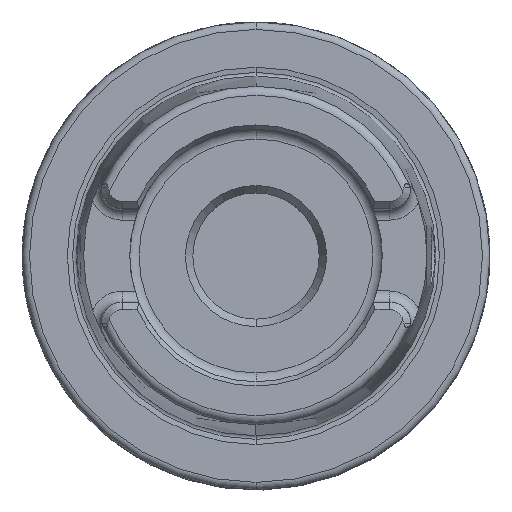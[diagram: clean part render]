
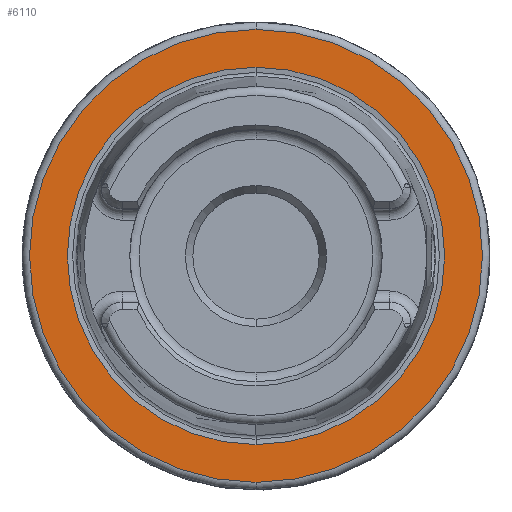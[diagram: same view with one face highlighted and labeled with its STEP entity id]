
A CAD part, top view. The second image highlights one B-rep face of the part: STEP entity #6110.
In plain terms, the highlighted planar face has unit normal (0, 0, 1).
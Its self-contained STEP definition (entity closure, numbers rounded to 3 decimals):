
#1729=CARTESIAN_POINT('',(0,0,26));
#1730=DIRECTION('',(0,0,1));
#1731=DIRECTION('',(0,1,0));
#1732=AXIS2_PLACEMENT_3D('',#1729,#1730,#1731);
#1734=CARTESIAN_POINT('',(0,0,26));
#1735=DIRECTION('',(0,0,1));
#1736=DIRECTION('',(0,-1,0));
#1737=AXIS2_PLACEMENT_3D('',#1734,#1735,#1736);
#1747=CARTESIAN_POINT('',(0,0,26));
#1748=DIRECTION('',(0,0,1));
#1749=DIRECTION('',(0,1,0));
#1750=AXIS2_PLACEMENT_3D('',#1747,#1748,#1749);
#1752=CARTESIAN_POINT('',(0,0,26));
#1753=DIRECTION('',(0,0,-1));
#1754=DIRECTION('',(0,1,0));
#1755=AXIS2_PLACEMENT_3D('',#1752,#1753,#1754);
#3780=CARTESIAN_POINT('',(0,25.409,26));
#3782=VERTEX_POINT('',#3780);
#3816=CARTESIAN_POINT('',(0,-25.409,26));
#3818=VERTEX_POINT('',#3816);
#3882=CARTESIAN_POINT('',(0,30.5,26));
#3883=CARTESIAN_POINT('',(0,-30.5,26));
#3884=VERTEX_POINT('',#3882);
#3885=VERTEX_POINT('',#3883);
#6094=CARTESIAN_POINT('',(0,0,26));
#6095=DIRECTION('',(0,0,-1));
#6096=DIRECTION('',(0,-1,0));
#6097=AXIS2_PLACEMENT_3D('',#6094,#6095,#6096);
#6098=PLANE('',#6097);
#6100=ORIENTED_EDGE('',*,*,#6099,.F.);
#6101=ORIENTED_EDGE('',*,*,#6084,.F.);
#6102=EDGE_LOOP('',(#6100,#6101));
#6103=FACE_OUTER_BOUND('',#6102,.F.);
#6105=ORIENTED_EDGE('',*,*,#6104,.T.);
#6107=ORIENTED_EDGE('',*,*,#6106,.F.);
#6108=EDGE_LOOP('',(#6105,#6107));
#6109=FACE_BOUND('',#6108,.F.);
#6110=ADVANCED_FACE('',(#6103,#6109),#6098,.F.);
#1733=CIRCLE('',#1732,30.5);
#1738=CIRCLE('',#1737,30.5);
#1751=CIRCLE('',#1750,25.409);
#1756=CIRCLE('',#1755,25.409);
#6084=EDGE_CURVE('',#3885,#3884,#1738,.T.);
#6099=EDGE_CURVE('',#3884,#3885,#1733,.T.);
#6104=EDGE_CURVE('',#3782,#3818,#1751,.T.);
#6106=EDGE_CURVE('',#3782,#3818,#1756,.T.);
